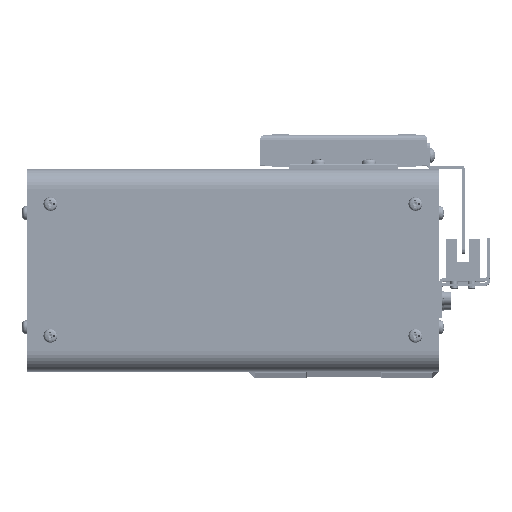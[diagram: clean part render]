
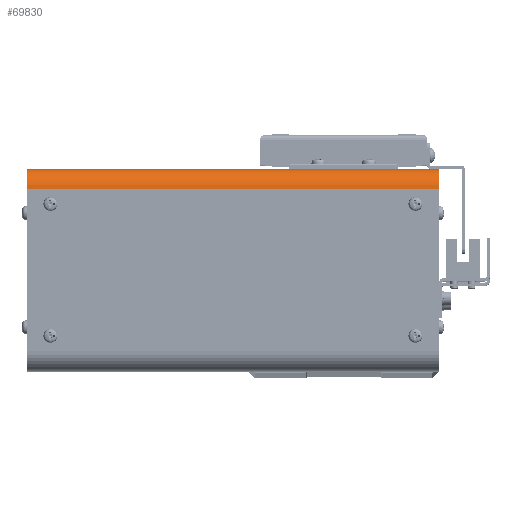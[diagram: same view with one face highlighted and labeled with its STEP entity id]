
A CAD part, top view. The second image highlights one B-rep face of the part: STEP entity #69830.
In plain terms, the highlighted cylindrical face has radius 8 mm (diameter 16 mm), a partial arc.
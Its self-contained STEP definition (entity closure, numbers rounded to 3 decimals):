
#1825 = CARTESIAN_POINT ( 'NONE',  ( -81.25, 32., 25. ) ) ;
#2939 = FACE_OUTER_BOUND ( 'NONE', #20217, .T. ) ;
#4261 = CARTESIAN_POINT ( 'NONE',  ( 81.25, 32., 25. ) ) ;
#4783 = AXIS2_PLACEMENT_3D ( 'NONE', #63789, #148584, #133694 ) ;
#6066 = ORIENTED_EDGE ( 'NONE', *, *, #22430, .F. ) ;
#11594 = VECTOR ( 'NONE', #41723, 1000. ) ;
#16045 = LINE ( 'NONE', #183252, #11594 ) ;
#20217 = EDGE_LOOP ( 'NONE', ( #28472, #6066, #142571, #89500 ) ) ;
#20699 = DIRECTION ( 'NONE',  ( 1., 0., 0. ) ) ;
#22430 = EDGE_CURVE ( 'NONE', #52013, #178185, #16045, .T. ) ;
#28472 = ORIENTED_EDGE ( 'NONE', *, *, #169757, .F. ) ;
#41723 = DIRECTION ( 'NONE',  ( 1., 0., 0. ) ) ;
#50513 = LINE ( 'NONE', #177866, #116900 ) ;
#52013 = VERTEX_POINT ( 'NONE', #89423 ) ;
#59432 = AXIS2_PLACEMENT_3D ( 'NONE', #105381, #20699, #119609 ) ;
#63789 = CARTESIAN_POINT ( 'NONE',  ( 0., 32., 17. ) ) ;
#69451 = CARTESIAN_POINT ( 'NONE',  ( -81.25, 32., 17. ) ) ;
#69830 = ADVANCED_FACE ( 'NONE', ( #2939 ), #168849, .T. ) ;
#79581 = DIRECTION ( 'NONE',  ( -1., 0., 0. ) ) ;
#83663 = DIRECTION ( 'NONE',  ( 0., 1., 0. ) ) ;
#88133 = CIRCLE ( 'NONE', #127139, 8. ) ;
#89423 = CARTESIAN_POINT ( 'NONE',  ( -81.25, 40., 17. ) ) ;
#89500 = ORIENTED_EDGE ( 'NONE', *, *, #162708, .F. ) ;
#95311 = CIRCLE ( 'NONE', #59432, 8. ) ;
#105381 = CARTESIAN_POINT ( 'NONE',  ( 81.25, 32., 17. ) ) ;
#116900 = VECTOR ( 'NONE', #79581, 1000. ) ;
#119609 = DIRECTION ( 'NONE',  ( 0., 0., 1. ) ) ;
#127139 = AXIS2_PLACEMENT_3D ( 'NONE', #69451, #168401, #83663 ) ;
#133694 = DIRECTION ( 'NONE',  ( 0., 0., -1. ) ) ;
#134390 = CARTESIAN_POINT ( 'NONE',  ( 81.25, 40., 17. ) ) ;
#136944 = EDGE_CURVE ( 'NONE', #182253, #52013, #88133, .T. ) ;
#142571 = ORIENTED_EDGE ( 'NONE', *, *, #136944, .F. ) ;
#147700 = VERTEX_POINT ( 'NONE', #4261 ) ;
#148584 = DIRECTION ( 'NONE',  ( 1., 0., 0. ) ) ;
#162708 = EDGE_CURVE ( 'NONE', #147700, #182253, #50513, .T. ) ;
#168401 = DIRECTION ( 'NONE',  ( -1., 0., 0. ) ) ;
#168849 = CYLINDRICAL_SURFACE ( 'NONE', #4783, 8. ) ;
#169757 = EDGE_CURVE ( 'NONE', #178185, #147700, #95311, .T. ) ;
#177866 = CARTESIAN_POINT ( 'NONE',  ( -81.25, 32., 25. ) ) ;
#178185 = VERTEX_POINT ( 'NONE', #134390 ) ;
#182253 = VERTEX_POINT ( 'NONE', #1825 ) ;
#183252 = CARTESIAN_POINT ( 'NONE',  ( 81.25, 40., 17. ) ) ;
